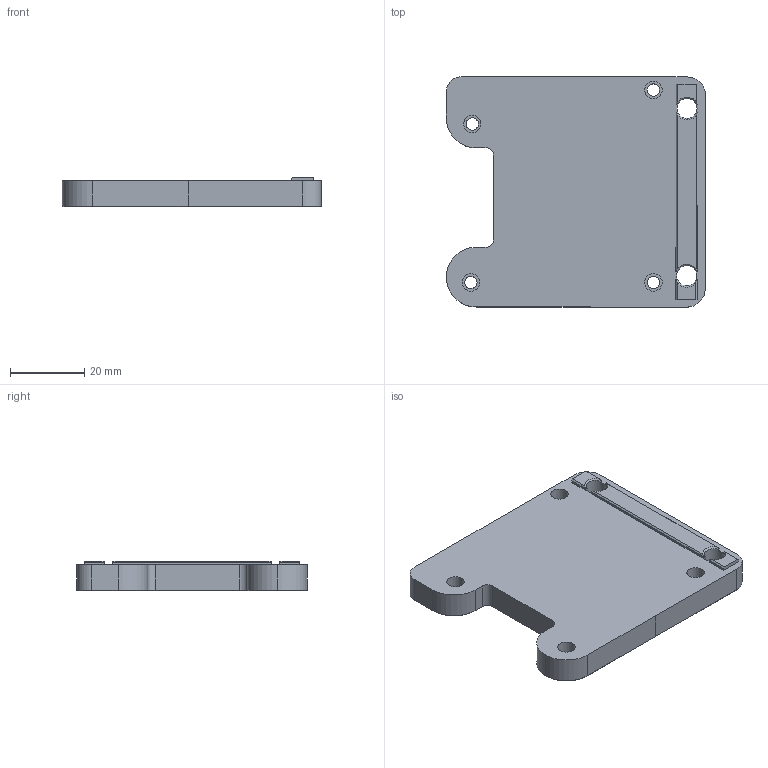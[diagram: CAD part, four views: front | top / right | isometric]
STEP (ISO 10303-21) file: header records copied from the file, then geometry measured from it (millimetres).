
FILE_DESCRIPTION(/* description */ (''),/* implementation_level */ '2;1');
FILE_NAME(/* name */ 'TinyFan_Extrusion_1pc_90.stp',/* time_stamp */ '2022-09-18T17:48:32+02:00',/* author */ ('Rama'),/* organization */ (''),/* preprocessor_version */ 'ST-DEVELOPER v19.2',/* originating_system */ 'Autodesk Inventor 2023',/* authorisation */ '');
FILE_SCHEMA (('AUTOMOTIVE_DESIGN { 1 0 10303 214 3 1 1 }'));
Length unit declared in the file: millimetre
Products named in the file (1): Extrusion_Mount
Bounding box: 69.79 x 62.03 x 8 mm (x, y, z)
Volume: 24672 mm3; surface area: 12322 mm2
Topology: 1 solids, 1 shells, 925 faces, 2220 edges, 1258 vertices
Faces by surface type: plane 579, cone 164, cylinder 130, bspline 52
Full cylindrical faces by diameter (mm): 3 x4, 3.3 x4, 4.7 x4, 5.4 x2
Entity records: 26581 total; most frequent: CARTESIAN_POINT 5892, ORIENTED_EDGE 4272, DIRECTION 4151, EDGE_CURVE 2136, LINE 1639, VECTOR 1639, VERTEX_POINT 1258, AXIS2_PLACEMENT_3D 1256
